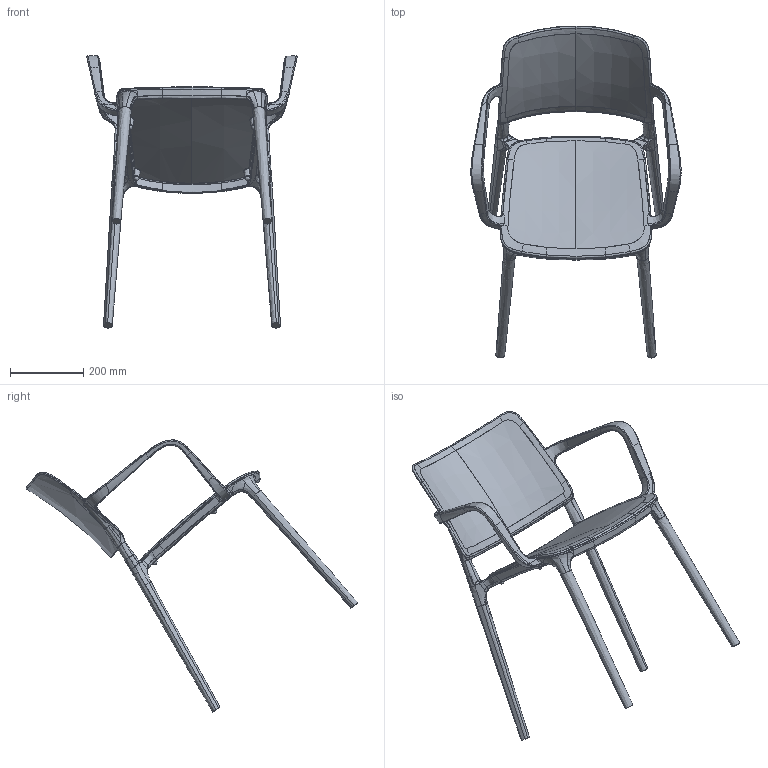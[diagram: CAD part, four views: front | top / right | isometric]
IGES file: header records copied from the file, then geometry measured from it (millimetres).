
Start section: VISI Mappatura layer Iges    VISI  3      gommino accatastamento  7      accatastamento  8      sedia solido  9      solido con bracciolo  14     accatastamento_Braccioli  15     WARNINGS
Global section: file name: 07-06-2016_Sedia_azzurra_con_braccioli.igs; native system: VISI 20.0; preprocessor: 2.0; author: Ufficio.Tecnico; organization: Unknown; date: 20160607.144011; units: millimetre
Bounding box: 572.09 x 903.07 x 740.57 mm (x, y, z)
Surface area: 930746.1 mm2 (no closed solid volume)
Topology: 0 solids, 0 shells, 637 faces, 6412 edges, 6386 vertices
Faces by surface type: bspline 637
